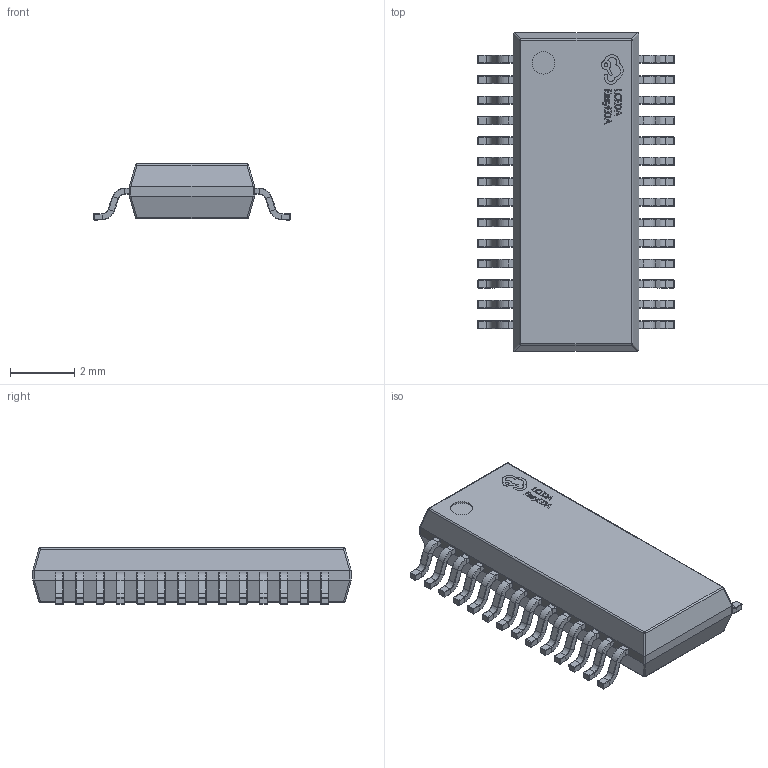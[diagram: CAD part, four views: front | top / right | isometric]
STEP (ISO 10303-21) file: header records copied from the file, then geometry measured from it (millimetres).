
FILE_DESCRIPTION (( 'STEP AP214' ), '1' );
FILE_NAME ('SSOP-28_L9.9-W3.9-H1.7-LS6.0-P0.64.step', '2025-07-21T05:55:32', ( '' ), ( '' ), 'SwSTEP 2.0', 'SolidWorks 2021', '' );
FILE_SCHEMA (( 'AUTOMOTIVE_DESIGN' ));
Length unit declared in the file: millimetre
Products named in the file (1): SSOP-28_L9.9-W3.9-H1.7-LS6.0-P0.64
Bounding box: 6.11 x 9.9 x 1.75 mm (x, y, z)
Volume: 64 mm3; surface area: 150.9 mm2
Topology: 1 solids, 1 shells, 1697 faces, 3741 edges, 2038 vertices
Faces by surface type: plane 617, cylinder 610, torus 224, sphere 148, bspline 98
Entity records: 63816 total; most frequent: CARTESIAN_POINT 8687, DIRECTION 8061, ORIENTED_EDGE 7258, EDGE_CURVE 3629, AXIS2_PLACEMENT_3D 3056, VERTEX_POINT 1982, LINE 1949, VECTOR 1949
